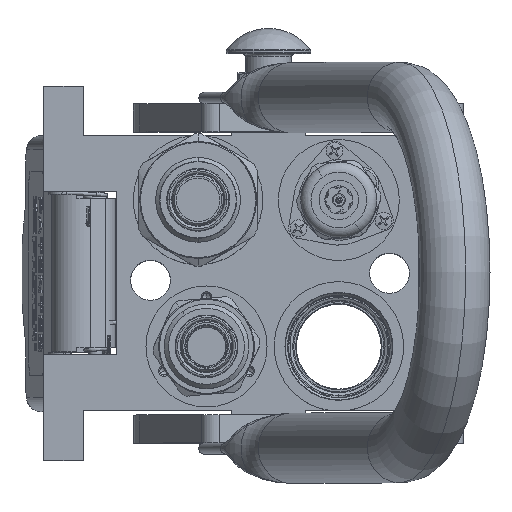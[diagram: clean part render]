
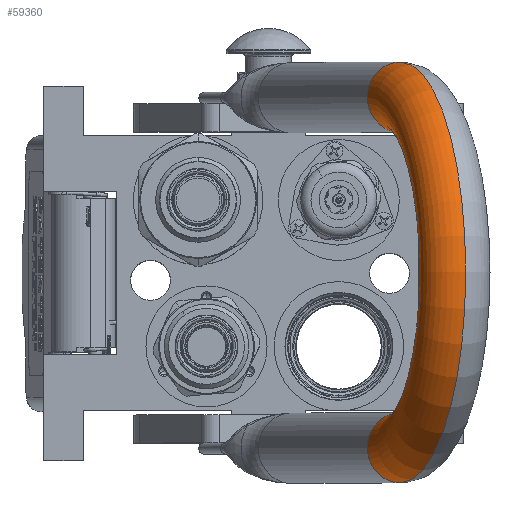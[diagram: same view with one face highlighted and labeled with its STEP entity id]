
A CAD part, top view. The second image highlights one B-rep face of the part: STEP entity #59360.
In plain terms, the highlighted toroidal (fillet/blend) face has major radius 62.25 mm and minor radius 12.5 mm.
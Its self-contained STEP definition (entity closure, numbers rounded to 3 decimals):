
#481 = ORIENTED_EDGE ( 'NONE', *, *, #115222, .F. ) ;
#3299 = VERTEX_POINT ( 'NONE', #73029 ) ;
#8522 = AXIS2_PLACEMENT_3D ( 'NONE', #14796, #101552, #101024 ) ;
#9313 = CIRCLE ( 'NONE', #31176, 74.75 ) ;
#10281 = CARTESIAN_POINT ( 'NONE',  ( -49.75, 0., 125.25 ) ) ;
#10351 = VERTEX_POINT ( 'NONE', #10281 ) ;
#11332 = FACE_OUTER_BOUND ( 'NONE', #59959, .T. ) ;
#13226 = VERTEX_POINT ( 'NONE', #14102 ) ;
#14102 = CARTESIAN_POINT ( 'NONE',  ( 74.75, 0., 125.25 ) ) ;
#14796 = CARTESIAN_POINT ( 'NONE',  ( -62.25, 0., 125.25 ) ) ;
#22028 = DIRECTION ( 'NONE',  ( 1., 0., 0. ) ) ;
#23167 = ORIENTED_EDGE ( 'NONE', *, *, #145660, .T. ) ;
#31176 = AXIS2_PLACEMENT_3D ( 'NONE', #130942, #143416, #155880 ) ;
#35100 = CARTESIAN_POINT ( 'NONE',  ( 62.25, 0., 125.25 ) ) ;
#37297 = DIRECTION ( 'NONE',  ( -1., 0., 0. ) ) ;
#50463 = TOROIDAL_SURFACE ( 'NONE', #108558, 62.25, 12.5 ) ;
#51380 = ORIENTED_EDGE ( 'NONE', *, *, #149273, .T. ) ;
#52489 = VERTEX_POINT ( 'NONE', #53448 ) ;
#53448 = CARTESIAN_POINT ( 'NONE',  ( -74.75, 0., 125.25 ) ) ;
#54572 = CARTESIAN_POINT ( 'NONE',  ( 0., 0., 125.25 ) ) ;
#54862 = AXIS2_PLACEMENT_3D ( 'NONE', #148981, #137551, #37297 ) ;
#56165 = DIRECTION ( 'NONE',  ( 1., 0., 0. ) ) ;
#59360 = ADVANCED_FACE ( 'NONE', ( #11332 ), #50463, .T. ) ;
#59959 = EDGE_LOOP ( 'NONE', ( #51380, #481, #150635, #23167 ) ) ;
#73029 = CARTESIAN_POINT ( 'NONE',  ( 49.75, 0., 125.25 ) ) ;
#81319 = DIRECTION ( 'NONE',  ( 0., 1., 0. ) ) ;
#87942 = CIRCLE ( 'NONE', #133139, 12.5 ) ;
#101024 = DIRECTION ( 'NONE',  ( -1., 0., 0. ) ) ;
#101552 = DIRECTION ( 'NONE',  ( 0., 0., 1. ) ) ;
#108558 = AXIS2_PLACEMENT_3D ( 'NONE', #54572, #81319, #56165 ) ;
#110919 = DIRECTION ( 'NONE',  ( 0., 0., -1. ) ) ;
#115222 = EDGE_CURVE ( 'NONE', #13226, #3299, #87942, .T. ) ;
#122642 = CIRCLE ( 'NONE', #8522, 12.5 ) ;
#130942 = CARTESIAN_POINT ( 'NONE',  ( 0., 0., 125.25 ) ) ;
#133139 = AXIS2_PLACEMENT_3D ( 'NONE', #35100, #110919, #22028 ) ;
#137551 = DIRECTION ( 'NONE',  ( 0., 1., 0. ) ) ;
#143416 = DIRECTION ( 'NONE',  ( 0., 1., 0. ) ) ;
#145660 = EDGE_CURVE ( 'NONE', #52489, #10351, #122642, .T. ) ;
#148981 = CARTESIAN_POINT ( 'NONE',  ( 0., 0., 125.25 ) ) ;
#149273 = EDGE_CURVE ( 'NONE', #10351, #3299, #152032, .T. ) ;
#150635 = ORIENTED_EDGE ( 'NONE', *, *, #156603, .F. ) ;
#152032 = CIRCLE ( 'NONE', #54862, 49.75 ) ;
#155880 = DIRECTION ( 'NONE',  ( -1., 0., 0. ) ) ;
#156603 = EDGE_CURVE ( 'NONE', #52489, #13226, #9313, .T. ) ;
